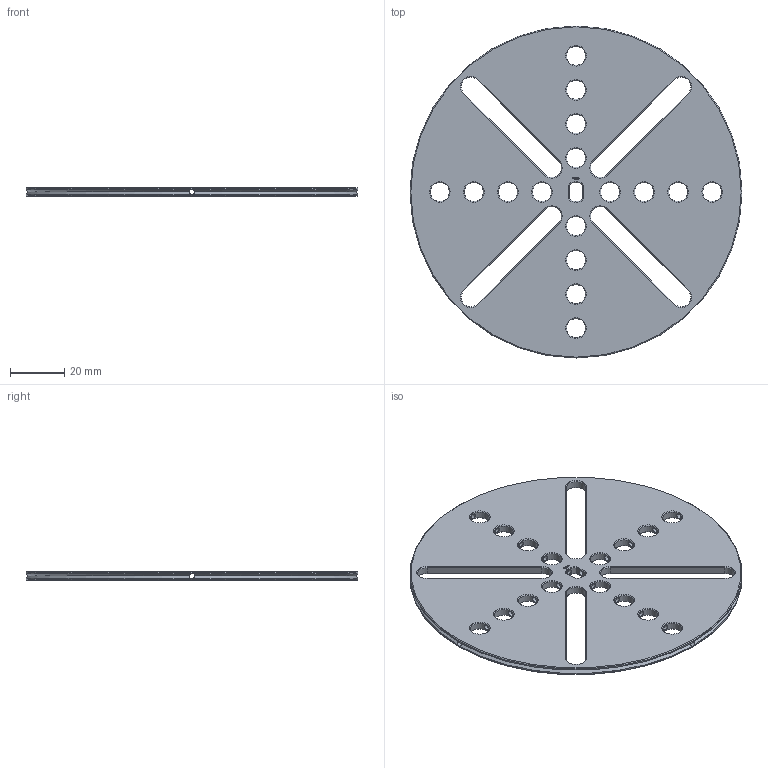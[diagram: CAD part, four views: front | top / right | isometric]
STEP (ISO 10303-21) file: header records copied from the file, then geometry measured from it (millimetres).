
FILE_DESCRIPTION(('FreeCAD Model'),'2;1');
FILE_NAME('Open CASCADE Shape Model','2023-11-14T00:46:50',(''),(''), 'Open CASCADE STEP processor 7.6','FreeCAD','Unknown');
FILE_SCHEMA(('AUTOMOTIVE_DESIGN { 1 0 10303 214 1 1 1 1 }'));
Products named in the file (1): Washer FXD OCT BU09.75x00.25 - SPN-WSR-0036 (stemfie.org)
Bounding box: 121.88 x 121.88 x 3.12 mm (x, y, z)
Volume: 29486.9 mm3; surface area: 23644.8 mm2
Topology: 1 solids, 1 shells, 658 faces, 1859 edges, 1215 vertices
Faces by surface type: plane 338, extrusion 210, cone 62, cylinder 48
Full cylindrical faces by diameter (mm): 2 x20, 7 x16, 121.875 x2
Entity records: 51624 total; most frequent: CARTESIAN_POINT 16281, DIRECTION 5626, VECTOR 4454, LINE 4244, ORIENTED_EDGE 3718, PCURVE 3718, DEFINITIONAL_REPRESENTATION 3718, EDGE_CURVE 1859
